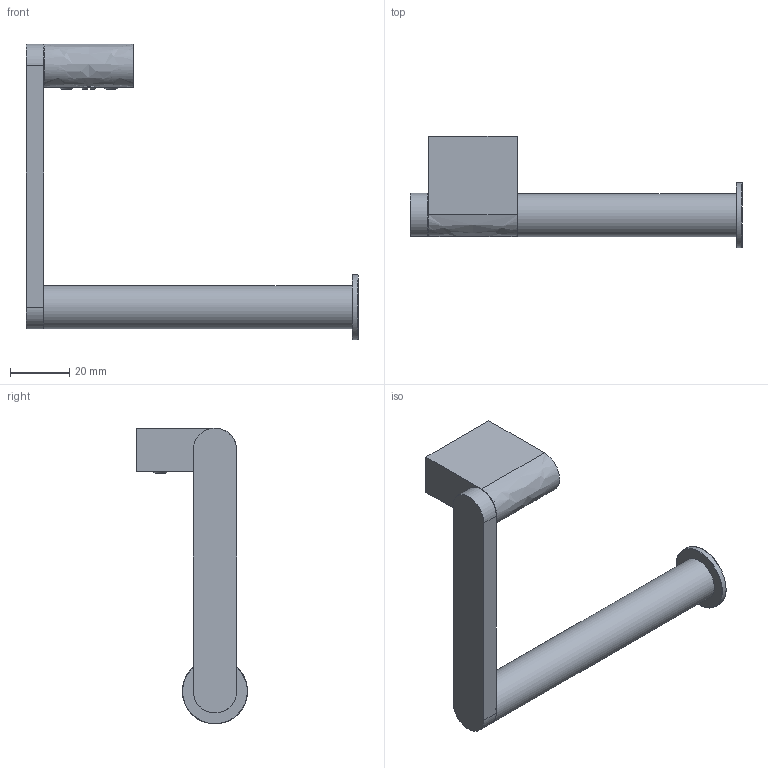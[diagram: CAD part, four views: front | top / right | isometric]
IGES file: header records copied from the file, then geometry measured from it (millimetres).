
Global section: file name: 3D_ON-380_J; native system: Autodesk Inventor 2026; preprocessor: unknown; author: techniker; date: 20251023.144737; units: millimetre
Bounding box: 112 x 37.5 x 99.79 mm (x, y, z)
Volume: 38314.6 mm3; surface area: 19494.7 mm2
Topology: 11 solids, 11 shells, 162 faces, 403 edges, 263 vertices
Faces by surface type: bspline 162
